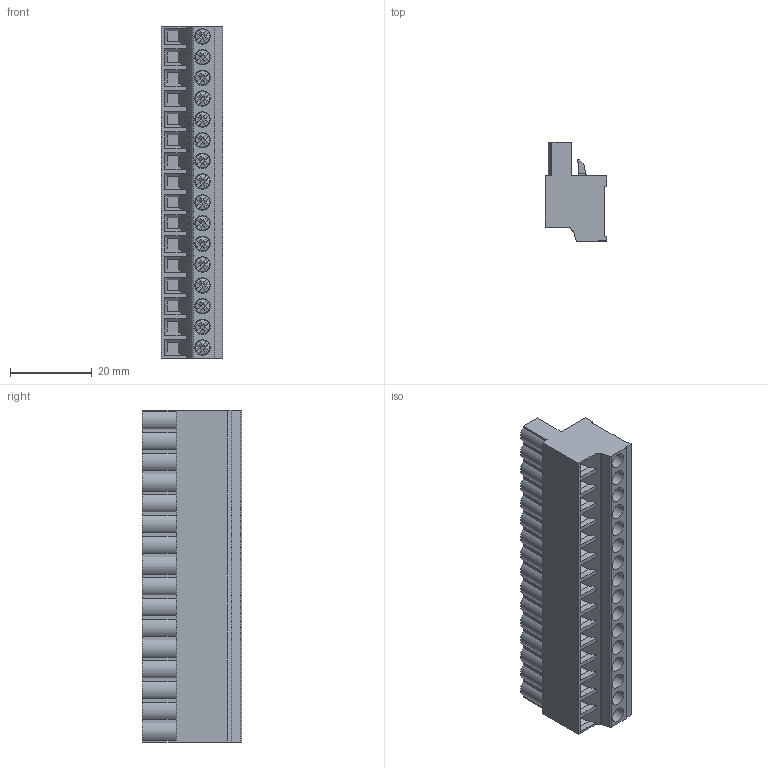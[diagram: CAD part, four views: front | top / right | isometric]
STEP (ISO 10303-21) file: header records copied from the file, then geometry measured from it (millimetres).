
FILE_DESCRIPTION((''),'2;1');
FILE_NAME('11368.1_PBT1200_16_508.stp'),'Autodesk Inventor 11','Autodesk Inventor 11','');
FILE_SCHEMA(('AUTOMOTIVE_DESIGN { 1 0 10303 214 1 1 1 1 }'));
Length unit declared in the file: millimetre
Products named in the file (1): AK_Z_1200
Bounding box: 15 x 24.32 x 81.28 mm (x, y, z)
Volume: 18766.7 mm3; surface area: 9284.4 mm2
Topology: 1 solids, 1 shells, 674 faces, 1722 edges, 1084 vertices
Faces by surface type: plane 411, cylinder 138, bspline 93, cone 32
Full cylindrical faces by diameter (mm): 1.6 x16, 3 x16, 3.8 x16
Entity records: 22081 total; most frequent: CARTESIAN_POINT 6572, ORIENTED_EDGE 3220, DIRECTION 3106, EDGE_CURVE 1610, AXIS2_PLACEMENT_3D 1108, VERTEX_POINT 1068, VECTOR 890, LINE 890
